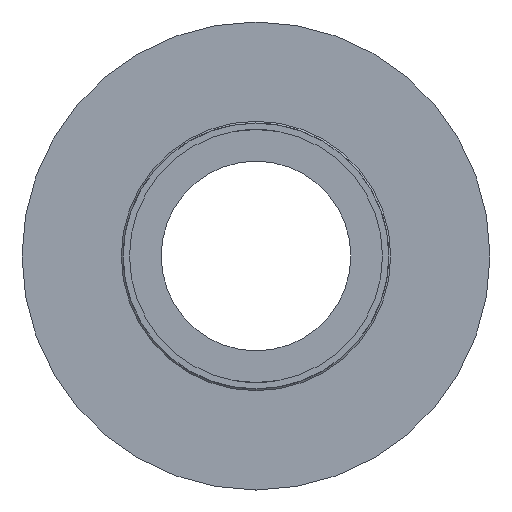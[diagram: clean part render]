
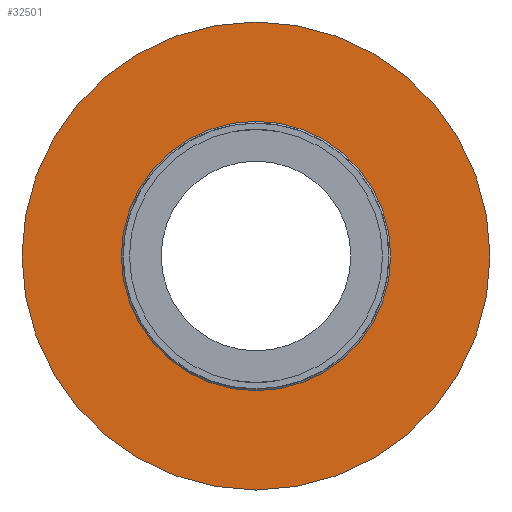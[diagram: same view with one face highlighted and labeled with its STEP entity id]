
A CAD part, front view. The second image highlights one B-rep face of the part: STEP entity #32501.
In plain terms, the highlighted face is planar.
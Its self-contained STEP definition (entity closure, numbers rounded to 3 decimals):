
#2845=FACE_BOUND('',#6320,.T.);
#2906=PLANE('',#35149);
#4589=FACE_OUTER_BOUND('',#6319,.T.);
#6319=EDGE_LOOP('',(#29716,#29717));
#6320=EDGE_LOOP('',(#29718));
#11163=CIRCLE('',#35150,37.);
#11164=CIRCLE('',#35151,37.);
#11165=CIRCLE('',#35152,21.3);
#14520=VERTEX_POINT('',#68297);
#14521=VERTEX_POINT('',#68298);
#14522=VERTEX_POINT('',#68301);
#19622=EDGE_CURVE('',#14520,#14521,#11163,.T.);
#19623=EDGE_CURVE('',#14521,#14520,#11164,.T.);
#19624=EDGE_CURVE('',#14522,#14522,#11165,.F.);
#29716=ORIENTED_EDGE('',*,*,#19622,.T.);
#29717=ORIENTED_EDGE('',*,*,#19623,.T.);
#29718=ORIENTED_EDGE('',*,*,#19624,.T.);
#32501=ADVANCED_FACE('',(#4589,#2845),#2906,.T.);
#35149=AXIS2_PLACEMENT_3D('',#68296,#41750,#41751);
#35150=AXIS2_PLACEMENT_3D('',#68299,#41752,#41753);
#35151=AXIS2_PLACEMENT_3D('',#68300,#41754,#41755);
#35152=AXIS2_PLACEMENT_3D('',#68302,#41756,#41757);
#41750=DIRECTION('center_axis',(0.,1.,0.));
#41751=DIRECTION('ref_axis',(-1.,0.,0.));
#41752=DIRECTION('center_axis',(0.,1.,0.));
#41753=DIRECTION('ref_axis',(-1.,0.,0.));
#41754=DIRECTION('center_axis',(0.,1.,0.));
#41755=DIRECTION('ref_axis',(-1.,0.,0.));
#41756=DIRECTION('center_axis',(0.,1.,0.));
#41757=DIRECTION('ref_axis',(-1.,0.,0.));
#68296=CARTESIAN_POINT('Origin',(0.,11.,0.));
#68297=CARTESIAN_POINT('',(37.,11.,0.));
#68298=CARTESIAN_POINT('',(-37.,11.,0.));
#68299=CARTESIAN_POINT('Origin',(0.,11.,0.));
#68300=CARTESIAN_POINT('Origin',(0.,11.,0.));
#68301=CARTESIAN_POINT('',(21.3,11.,0.));
#68302=CARTESIAN_POINT('Origin',(0.,11.,0.));
